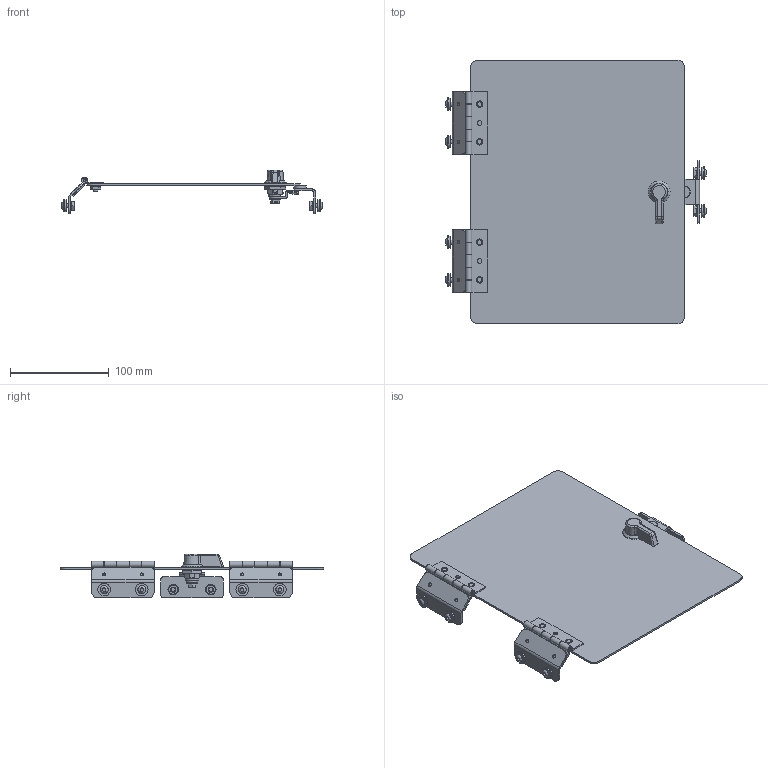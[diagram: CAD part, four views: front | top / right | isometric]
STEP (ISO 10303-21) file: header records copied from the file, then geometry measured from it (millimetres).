
FILE_DESCRIPTION (( 'STEP AP214' ), '1' );
FILE_NAME ('SCE-DFJ1210.STEP', '2022-07-26T11:03:38', ( '' ), ( '' ), 'SwSTEP 2.0', 'SolidWorks 2021', '' );
FILE_SCHEMA (( 'AUTOMOTIVE_DESIGN' ));
Length unit declared in the file: inch
Products named in the file (1): SCE-DFJ1210
Bounding box: 264.06 x 266.7 x 44.36 mm (x, y, z)
Volume: 149010.2 mm3; surface area: 160623.9 mm2
Topology: 47 solids, 47 shells, 1574 faces, 4139 edges, 2714 vertices
Faces by surface type: plane 1048, cylinder 290, torus 139, cone 51, sphere 28, bspline 18
Full cylindrical faces by diameter (mm): 1.8 x1, 3.048 x2, 3.454 x8, 3.607 x4, 3.65 x1, 4 x3, 4.318 x6, 4.775 x6, 4.8 x1, 4.826 x10, 4.902 x4, 6.325 x6, 6.35 x10, 6.502 x4, 9.85 x1, 10.1 x1, 10.8 x1, 12.446 x6, 12.5 x1, 12.65 x1, 12.7 x7, 14 x2, 16.1 x1, 17.2 x1, 21 x1, 22 x1
Entity records: 52680 total; most frequent: CARTESIAN_POINT 14151, ORIENTED_EDGE 7858, DIRECTION 7789, EDGE_CURVE 3929, AXIS2_PLACEMENT_3D 3016, VERTEX_POINT 2661, EDGE_LOOP 1884, LINE 1757
